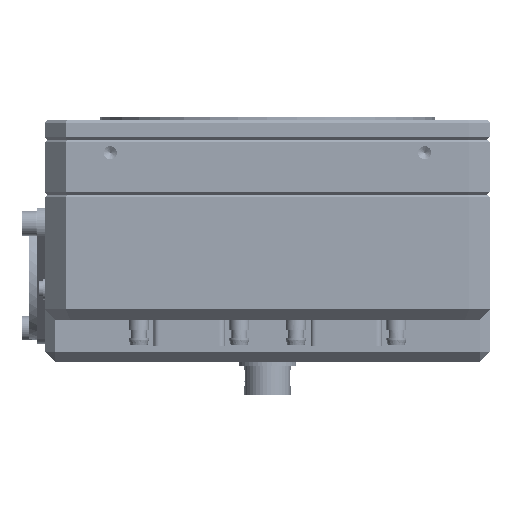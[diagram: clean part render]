
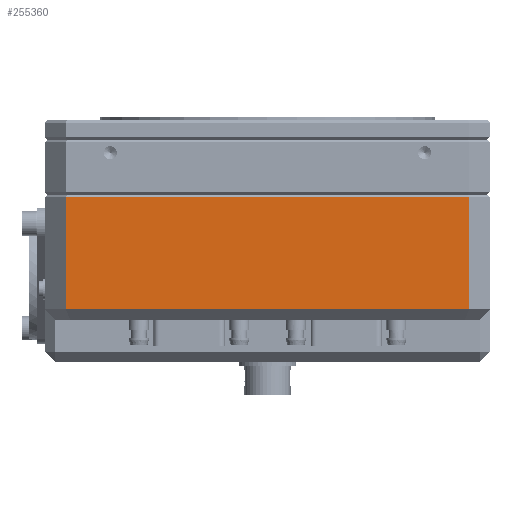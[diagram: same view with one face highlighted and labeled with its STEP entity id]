
A CAD part, front view. The second image highlights one B-rep face of the part: STEP entity #255360.
In plain terms, the highlighted planar face has unit normal (0, -1, 0).
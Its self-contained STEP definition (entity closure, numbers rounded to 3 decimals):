
#25019 = LINE ( 'NONE', #323976, #96900 ) ;
#56789 = EDGE_CURVE ( 'NONE', #314707, #157813, #57502, .T. ) ;
#57502 = LINE ( 'NONE', #246138, #386776 ) ;
#62395 = FACE_OUTER_BOUND ( 'NONE', #196051, .T. ) ;
#64766 = DIRECTION ( 'NONE',  ( 0., 0., 1. ) ) ;
#71286 = VERTEX_POINT ( 'NONE', #326515 ) ;
#96900 = VECTOR ( 'NONE', #204064, 1000. ) ;
#106368 = CARTESIAN_POINT ( 'NONE',  ( 0., -39.68, 7.71 ) ) ;
#143128 = DIRECTION ( 'NONE',  ( 0., -1., 0. ) ) ;
#157813 = VERTEX_POINT ( 'NONE', #431187 ) ;
#165700 = AXIS2_PLACEMENT_3D ( 'NONE', #106368, #143128, #64766 ) ;
#183683 = ORIENTED_EDGE ( 'NONE', *, *, #466442, .T. ) ;
#196051 = EDGE_LOOP ( 'NONE', ( #183683, #399059, #206267, #323701 ) ) ;
#201838 = EDGE_CURVE ( 'NONE', #71286, #314707, #461060, .T. ) ;
#201891 = CARTESIAN_POINT ( 'NONE',  ( 0., -39.68, 8.21 ) ) ;
#204064 = DIRECTION ( 'NONE',  ( 0., 0., -1. ) ) ;
#206267 = ORIENTED_EDGE ( 'NONE', *, *, #56789, .T. ) ;
#224332 = VECTOR ( 'NONE', #344102, 1000. ) ;
#246138 = CARTESIAN_POINT ( 'NONE',  ( 38.5, -39.68, 8.71 ) ) ;
#250891 = CARTESIAN_POINT ( 'NONE',  ( -38.5, -39.68, 8.21 ) ) ;
#255360 = ADVANCED_FACE ( 'NONE', ( #62395 ), #481188, .T. ) ;
#270321 = VECTOR ( 'NONE', #282129, 1000. ) ;
#279742 = CARTESIAN_POINT ( 'NONE',  ( 38.5, -39.68, -13.218 ) ) ;
#282129 = DIRECTION ( 'NONE',  ( 1., 0., 0. ) ) ;
#312186 = LINE ( 'NONE', #201891, #224332 ) ;
#314707 = VERTEX_POINT ( 'NONE', #357667 ) ;
#323701 = ORIENTED_EDGE ( 'NONE', *, *, #448588, .T. ) ;
#323976 = CARTESIAN_POINT ( 'NONE',  ( -38.5, -39.68, -23.29 ) ) ;
#326515 = CARTESIAN_POINT ( 'NONE',  ( -38.5, -39.68, -13.218 ) ) ;
#344102 = DIRECTION ( 'NONE',  ( -1., 0., 0. ) ) ;
#357667 = CARTESIAN_POINT ( 'NONE',  ( 38.5, -39.68, -13.218 ) ) ;
#386776 = VECTOR ( 'NONE', #395582, 1000. ) ;
#395582 = DIRECTION ( 'NONE',  ( 0., 0., 1. ) ) ;
#399059 = ORIENTED_EDGE ( 'NONE', *, *, #201838, .T. ) ;
#431187 = CARTESIAN_POINT ( 'NONE',  ( 38.5, -39.68, 8.21 ) ) ;
#448588 = EDGE_CURVE ( 'NONE', #157813, #459246, #312186, .T. ) ;
#459246 = VERTEX_POINT ( 'NONE', #250891 ) ;
#461060 = LINE ( 'NONE', #279742, #270321 ) ;
#466442 = EDGE_CURVE ( 'NONE', #459246, #71286, #25019, .T. ) ;
#481188 = PLANE ( 'NONE',  #165700 ) ;
